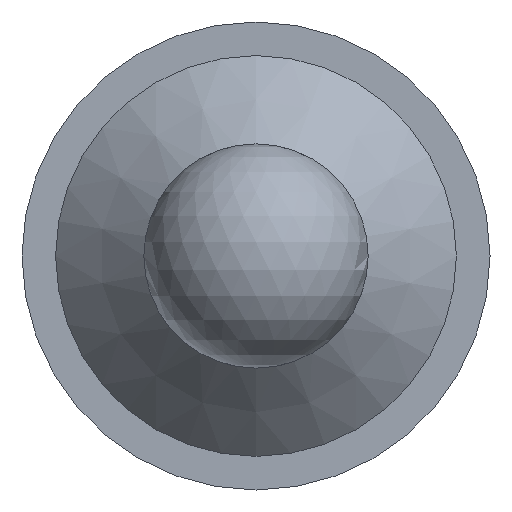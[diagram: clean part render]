
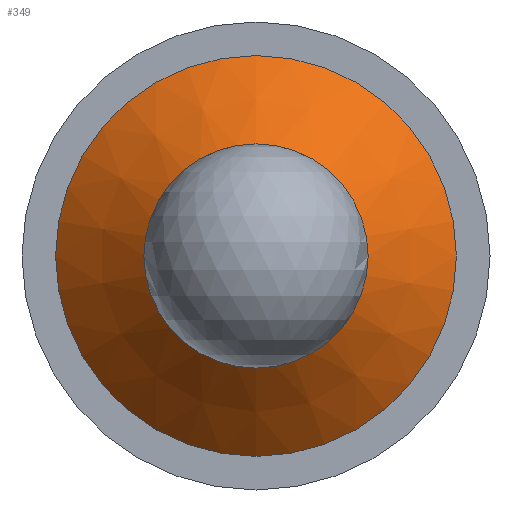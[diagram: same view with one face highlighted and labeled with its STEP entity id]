
A CAD part, front view. The second image highlights one B-rep face of the part: STEP entity #349.
In plain terms, the highlighted conical face has half-angle 45 degrees and reference radius 0.508 mm.
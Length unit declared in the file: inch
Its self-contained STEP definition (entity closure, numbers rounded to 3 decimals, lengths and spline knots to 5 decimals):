
#232=CARTESIAN_POINT('',(0.,0.159,0.));
#233=DIRECTION('',(0.,-1.,0.));
#234=DIRECTION('',(0.,0.,-1.));
#235=AXIS2_PLACEMENT_3D('',#232,#233,#234);
#236=CIRCLE('',#235,0.02);
#237=EDGE_CURVE('',#239,#239,#236,.T.);
#238=CARTESIAN_POINT('',(0.,0.159,-0.02));
#239=VERTEX_POINT('',#238);
#249=CARTESIAN_POINT('',(0.,0.17475,0.));
#250=DIRECTION('',(0.,1.,0.));
#251=DIRECTION('',(0.,0.,1.));
#252=AXIS2_PLACEMENT_3D('',#249,#250,#251);
#253=CIRCLE('',#252,0.03575);
#254=EDGE_CURVE('',#256,#256,#253,.T.);
#255=CARTESIAN_POINT('',(0.,0.17475,0.03575));
#256=VERTEX_POINT('',#255);
#338=ORIENTED_EDGE('',*,*,#254,.F.);
#339=EDGE_LOOP('',(#338));
#340=FACE_BOUND('',#339,.T.);
#341=ORIENTED_EDGE('',*,*,#237,.F.);
#342=EDGE_LOOP('',(#341));
#343=FACE_BOUND('',#342,.T.);
#344=CARTESIAN_POINT('',(0.,0.159,0.));
#345=DIRECTION('',(0.,1.,0.));
#346=DIRECTION('',(0.,0.,1.));
#347=AXIS2_PLACEMENT_3D('',#344,#345,#346);
#348=CONICAL_SURFACE('',#347,0.02,45.);
#349=ADVANCED_FACE('',(#340,#343),#348,.T.);
